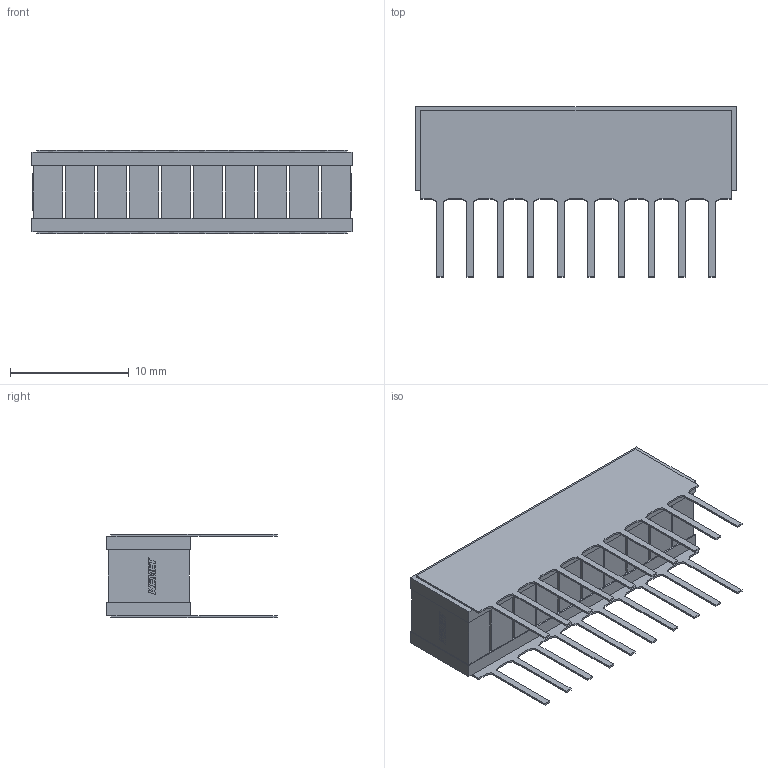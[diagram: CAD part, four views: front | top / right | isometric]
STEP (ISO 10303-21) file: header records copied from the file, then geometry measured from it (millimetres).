
FILE_DESCRIPTION (( 'STEP AP214' ), '1' );
FILE_NAME ('CCSS_KLSS10_D26.9L6.35H2.667F1.647A6.6B8.64C6.985E7.62K0.55.STEP', '2021-02-15T18:34:10', ( '' ), ( '' ), 'SwSTEP 2.0', 'SolidWorks 2014', '' );
FILE_SCHEMA (( 'AUTOMOTIVE_DESIGN' ));
Length unit declared in the file: millimetre
Products named in the file (1): CCSS_KLSS10_D26.9L6.35H2.667F1.647A6.6B8.64C6.985E7.62K0.55
Bounding box: 26.92 x 14.29 x 6.99 mm (x, y, z)
Volume: 1244.1 mm3; surface area: 1676.2 mm2
Topology: 7 solids, 7 shells, 298 faces, 842 edges, 560 vertices
Faces by surface type: plane 298
Entity records: 11362 total; most frequent: CARTESIAN_POINT 1701, ORIENTED_EDGE 1684, DIRECTION 1440, LINE 842, VECTOR 842, EDGE_CURVE 842, VERTEX_POINT 560, EDGE_LOOP 318
